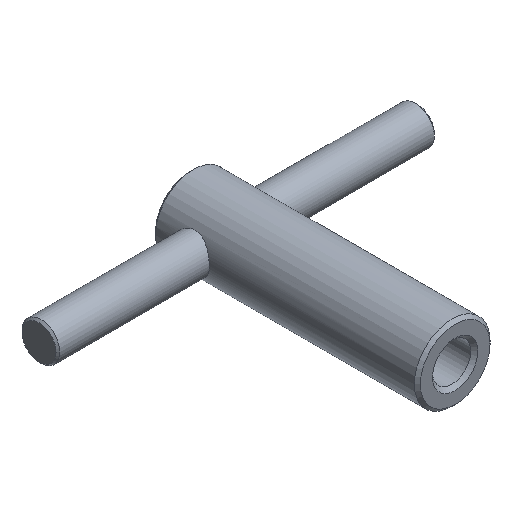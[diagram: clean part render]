
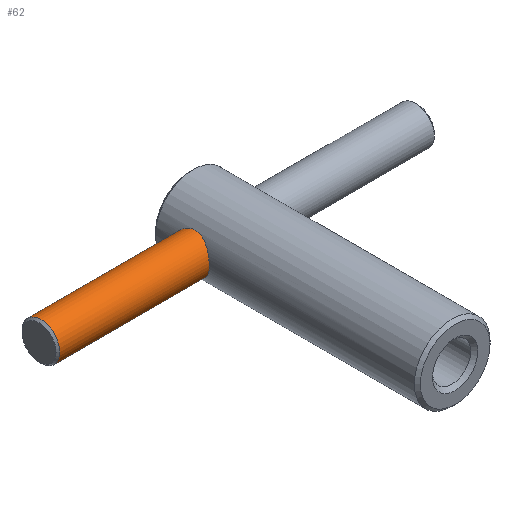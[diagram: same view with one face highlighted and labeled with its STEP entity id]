
A CAD part, isometric view. The second image highlights one B-rep face of the part: STEP entity #62.
In plain terms, the highlighted cylindrical face has radius 5 mm (diameter 10 mm), a full revolution.
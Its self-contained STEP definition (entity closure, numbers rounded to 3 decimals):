
#62 = ADVANCED_FACE( '', ( #130, #131 ), #132, .T. );
#130 = FACE_OUTER_BOUND( '', #192, .T. );
#131 = FACE_OUTER_BOUND( '', #193, .T. );
#132 = CYLINDRICAL_SURFACE( '', #194, 5. );
#192 = EDGE_LOOP( '', ( #272 ) );
#193 = EDGE_LOOP( '', ( #273 ) );
#194 = AXIS2_PLACEMENT_3D( '', #274, #275, #276 );
#272 = ORIENTED_EDGE( '', *, *, #298, .T. );
#273 = ORIENTED_EDGE( '', *, *, #302, .T. );
#274 = CARTESIAN_POINT( '', ( 50., 60., 0. ) );
#275 = DIRECTION( '', ( -1., 0., 0. ) );
#276 = DIRECTION( '', ( 0., 0., -1. ) );
#298 = EDGE_CURVE( '', #333, #333, #334, .T. );
#302 = EDGE_CURVE( '', #339, #339, #340, .T. );
#333 = VERTEX_POINT( '', #448 );
#334 = B_SPLINE_CURVE_WITH_KNOTS( '', 3, ( #449, #450, #451, #452, #453, #454, #455, #456, #457, #458, #459, #460, #461, #462, #463, #464, #465, #466, #467, #468, #469, #470, #471, #472, #473, #474, #475, #476, #477, #478, #479, #480, #481, #482, #483, #484, #485, #486, #487, #488, #489, #490, #491, #492, #493, #494, #495, #496, #497, #498, #499, #500, #501, #502, #503, #504, #505, #506, #507, #508, #509, #510, #511, #512, #513, #514, #515, #516, #517, #518, #519, #520, #521, #522, #523, #524 ), .UNSPECIFIED., .T., .F., ( 2, 2, 2, 2, 2, 2, 2, 2, 2, 2, 2, 2, 2, 2, 2, 2, 2, 2, 2, 2, 2, 2, 2, 2, 2, 2, 2, 2, 2, 2, 2, 2, 2, 2, 2, 2, 2, 2, 2, 2 ), ( -0.001, 0., 0.001, 0.002, 0.003, 0.004, 0.005, 0.006, 0.007, 0.008, 0.008, 0.009, 0.01, 0.011, 0.012, 0.013, 0.014, 0.014, 0.015, 0.016, 0.017, 0.018, 0.019, 0.02, 0.021, 0.021, 0.022, 0.023, 0.024, 0.024, 0.025, 0.026, 0.026, 0.027, 0.028, 0.029, 0.03, 0.031, 0.032, 0.033 ), .UNSPECIFIED. );
#339 = VERTEX_POINT( '', #529 );
#340 = CIRCLE( '', #530, 5. );
#448 = CARTESIAN_POINT( '', ( -8.66, 60., -5. ) );
#449 = CARTESIAN_POINT( '', ( -8.66, 60.336, -5. ) );
#450 = CARTESIAN_POINT( '', ( -8.66, 59.664, -5. ) );
#451 = CARTESIAN_POINT( '', ( -8.68, 59.334, -4.966 ) );
#452 = CARTESIAN_POINT( '', ( -8.753, 58.689, -4.836 ) );
#453 = CARTESIAN_POINT( '', ( -8.808, 58.369, -4.738 ) );
#454 = CARTESIAN_POINT( '', ( -8.939, 57.767, -4.486 ) );
#455 = CARTESIAN_POINT( '', ( -9.015, 57.483, -4.332 ) );
#456 = CARTESIAN_POINT( '', ( -9.18, 56.945, -3.971 ) );
#457 = CARTESIAN_POINT( '', ( -9.267, 56.695, -3.766 ) );
#458 = CARTESIAN_POINT( '', ( -9.438, 56.242, -3.313 ) );
#459 = CARTESIAN_POINT( '', ( -9.524, 56.034, -3.063 ) );
#460 = CARTESIAN_POINT( '', ( -9.68, 55.672, -2.524 ) );
#461 = CARTESIAN_POINT( '', ( -9.751, 55.518, -2.24 ) );
#462 = CARTESIAN_POINT( '', ( -9.869, 55.265, -1.64 ) );
#463 = CARTESIAN_POINT( '', ( -9.918, 55.166, -1.32 ) );
#464 = CARTESIAN_POINT( '', ( -9.983, 55.034, -0.672 ) );
#465 = CARTESIAN_POINT( '', ( -10., 55.001, -0.343 ) );
#466 = CARTESIAN_POINT( '', ( -10., 55., 0.156 ) );
#467 = CARTESIAN_POINT( '', ( -9.996, 55.008, 0.325 ) );
#468 = CARTESIAN_POINT( '', ( -9.98, 55.041, 0.657 ) );
#469 = CARTESIAN_POINT( '', ( -9.968, 55.065, 0.821 ) );
#470 = CARTESIAN_POINT( '', ( -9.92, 55.162, 1.306 ) );
#471 = CARTESIAN_POINT( '', ( -9.872, 55.26, 1.624 ) );
#472 = CARTESIAN_POINT( '', ( -9.753, 55.514, 2.232 ) );
#473 = CARTESIAN_POINT( '', ( -9.682, 55.668, 2.517 ) );
#474 = CARTESIAN_POINT( '', ( -9.526, 56.029, 3.055 ) );
#475 = CARTESIAN_POINT( '', ( -9.44, 56.236, 3.307 ) );
#476 = CARTESIAN_POINT( '', ( -9.269, 56.69, 3.761 ) );
#477 = CARTESIAN_POINT( '', ( -9.182, 56.937, 3.965 ) );
#478 = CARTESIAN_POINT( '', ( -9.017, 57.476, 4.328 ) );
#479 = CARTESIAN_POINT( '', ( -8.94, 57.761, 4.482 ) );
#480 = CARTESIAN_POINT( '', ( -8.842, 58.209, 4.671 ) );
#481 = CARTESIAN_POINT( '', ( -8.812, 58.362, 4.727 ) );
#482 = CARTESIAN_POINT( '', ( -8.76, 58.675, 4.824 ) );
#483 = CARTESIAN_POINT( '', ( -8.737, 58.837, 4.866 ) );
#484 = CARTESIAN_POINT( '', ( -8.68, 59.326, 4.966 ) );
#485 = CARTESIAN_POINT( '', ( -8.661, 59.655, 4.999 ) );
#486 = CARTESIAN_POINT( '', ( -8.66, 60.317, 5.001 ) );
#487 = CARTESIAN_POINT( '', ( -8.679, 60.655, 4.968 ) );
#488 = CARTESIAN_POINT( '', ( -8.752, 61.303, 4.838 ) );
#489 = CARTESIAN_POINT( '', ( -8.805, 61.617, 4.743 ) );
#490 = CARTESIAN_POINT( '', ( -8.937, 62.226, 4.489 ) );
#491 = CARTESIAN_POINT( '', ( -9.013, 62.512, 4.335 ) );
#492 = CARTESIAN_POINT( '', ( -9.177, 63.048, 3.977 ) );
#493 = CARTESIAN_POINT( '', ( -9.265, 63.3, 3.77 ) );
#494 = CARTESIAN_POINT( '', ( -9.437, 63.756, 3.316 ) );
#495 = CARTESIAN_POINT( '', ( -9.521, 63.96, 3.069 ) );
#496 = CARTESIAN_POINT( '', ( -9.639, 64.233, 2.667 ) );
#497 = CARTESIAN_POINT( '', ( -9.677, 64.318, 2.526 ) );
#498 = CARTESIAN_POINT( '', ( -9.747, 64.474, 2.239 ) );
#499 = CARTESIAN_POINT( '', ( -9.78, 64.544, 2.092 ) );
#500 = CARTESIAN_POINT( '', ( -9.869, 64.734, 1.642 ) );
#501 = CARTESIAN_POINT( '', ( -9.917, 64.832, 1.329 ) );
#502 = CARTESIAN_POINT( '', ( -9.983, 64.965, 0.675 ) );
#503 = CARTESIAN_POINT( '', ( -10., 64.999, 0.343 ) );
#504 = CARTESIAN_POINT( '', ( -10., 65., -0.154 ) );
#505 = CARTESIAN_POINT( '', ( -9.996, 64.993, -0.32 ) );
#506 = CARTESIAN_POINT( '', ( -9.98, 64.96, -0.652 ) );
#507 = CARTESIAN_POINT( '', ( -9.968, 64.935, -0.819 ) );
#508 = CARTESIAN_POINT( '', ( -9.92, 64.837, -1.308 ) );
#509 = CARTESIAN_POINT( '', ( -9.872, 64.741, -1.622 ) );
#510 = CARTESIAN_POINT( '', ( -9.783, 64.551, -2.078 ) );
#511 = CARTESIAN_POINT( '', ( -9.75, 64.48, -2.227 ) );
#512 = CARTESIAN_POINT( '', ( -9.68, 64.325, -2.515 ) );
#513 = CARTESIAN_POINT( '', ( -9.643, 64.241, -2.654 ) );
#514 = CARTESIAN_POINT( '', ( -9.526, 63.971, -3.056 ) );
#515 = CARTESIAN_POINT( '', ( -9.44, 63.764, -3.307 ) );
#516 = CARTESIAN_POINT( '', ( -9.268, 63.307, -3.764 ) );
#517 = CARTESIAN_POINT( '', ( -9.181, 63.059, -3.968 ) );
#518 = CARTESIAN_POINT( '', ( -9.017, 62.525, -4.328 ) );
#519 = CARTESIAN_POINT( '', ( -8.939, 62.235, -4.485 ) );
#520 = CARTESIAN_POINT( '', ( -8.808, 61.634, -4.737 ) );
#521 = CARTESIAN_POINT( '', ( -8.755, 61.322, -4.833 ) );
#522 = CARTESIAN_POINT( '', ( -8.681, 60.674, -4.965 ) );
#523 = CARTESIAN_POINT( '', ( -8.66, 60.336, -5. ) );
#524 = CARTESIAN_POINT( '', ( -8.66, 59.664, -5. ) );
#529 = CARTESIAN_POINT( '', ( -49.5, 60., -5. ) );
#530 = AXIS2_PLACEMENT_3D( '', #565, #566, #567 );
#565 = CARTESIAN_POINT( '', ( -49.5, 60., 0. ) );
#566 = DIRECTION( '', ( 1., 0., 0. ) );
#567 = DIRECTION( '', ( 0., 0., -1. ) );
